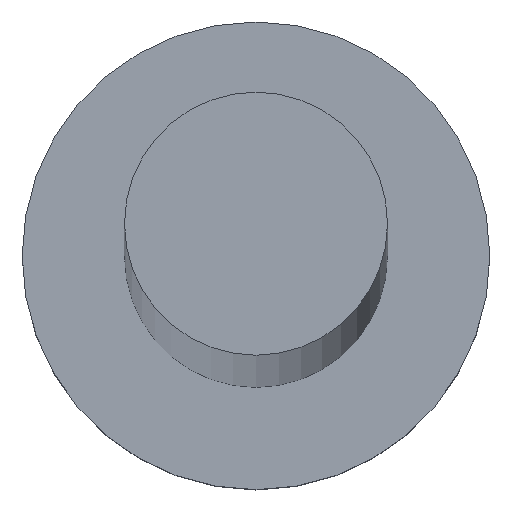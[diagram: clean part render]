
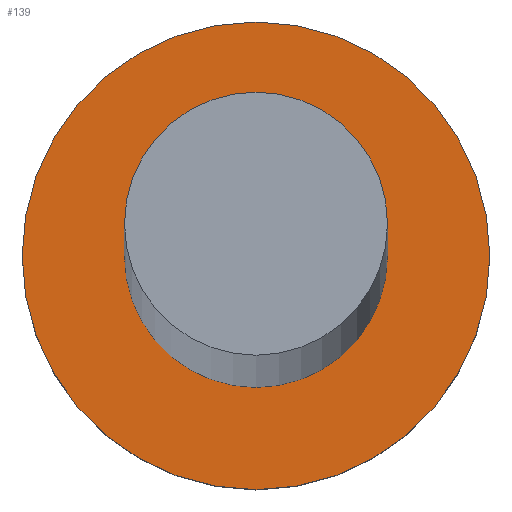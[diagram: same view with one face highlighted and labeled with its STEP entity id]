
A CAD part, top view. The second image highlights one B-rep face of the part: STEP entity #139.
In plain terms, the highlighted planar face has unit normal (0, 0, 1).
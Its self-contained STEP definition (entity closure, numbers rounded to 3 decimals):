
#7 = EDGE_LOOP ( 'NONE', ( #67, #129 ) ) ;
#20 = EDGE_CURVE ( 'NONE', #155, #106, #186, .T. ) ;
#24 = AXIS2_PLACEMENT_3D ( 'NONE', #115, #205, #219 ) ;
#27 = ORIENTED_EDGE ( 'NONE', *, *, #86, .F. ) ;
#29 = AXIS2_PLACEMENT_3D ( 'NONE', #96, #33, #233 ) ;
#32 = CARTESIAN_POINT ( 'NONE',  ( -2.25, 0., 3. ) ) ;
#33 = DIRECTION ( 'NONE',  ( 0., 0., 1. ) ) ;
#48 = CIRCLE ( 'NONE', #24, 4. ) ;
#52 = DIRECTION ( 'NONE',  ( 1., 0., 0. ) ) ;
#54 = CARTESIAN_POINT ( 'NONE',  ( 4., 0., 3. ) ) ;
#57 = AXIS2_PLACEMENT_3D ( 'NONE', #73, #97, #52 ) ;
#61 = VERTEX_POINT ( 'NONE', #114 ) ;
#66 = AXIS2_PLACEMENT_3D ( 'NONE', #248, #112, #197 ) ;
#67 = ORIENTED_EDGE ( 'NONE', *, *, #152, .T. ) ;
#69 = DIRECTION ( 'NONE',  ( 1., 0., 0. ) ) ;
#73 = CARTESIAN_POINT ( 'NONE',  ( 0., 0., 3. ) ) ;
#85 = CIRCLE ( 'NONE', #57, 4. ) ;
#86 = EDGE_CURVE ( 'NONE', #106, #155, #211, .T. ) ;
#92 = PLANE ( 'NONE',  #163 ) ;
#96 = CARTESIAN_POINT ( 'NONE',  ( 0., 0., 3. ) ) ;
#97 = DIRECTION ( 'NONE',  ( 0., 0., 1. ) ) ;
#106 = VERTEX_POINT ( 'NONE', #172 ) ;
#112 = DIRECTION ( 'NONE',  ( 0., 0., 1. ) ) ;
#114 = CARTESIAN_POINT ( 'NONE',  ( -4., 0., 3. ) ) ;
#115 = CARTESIAN_POINT ( 'NONE',  ( 0., 0., 3. ) ) ;
#121 = CARTESIAN_POINT ( 'NONE',  ( 0., 0., 3. ) ) ;
#129 = ORIENTED_EDGE ( 'NONE', *, *, #144, .T. ) ;
#138 = DIRECTION ( 'NONE',  ( 0., 0., 1. ) ) ;
#139 = ADVANCED_FACE ( 'NONE', ( #180, #196 ), #92, .T. ) ;
#144 = EDGE_CURVE ( 'NONE', #146, #61, #48, .T. ) ;
#146 = VERTEX_POINT ( 'NONE', #54 ) ;
#152 = EDGE_CURVE ( 'NONE', #61, #146, #85, .T. ) ;
#155 = VERTEX_POINT ( 'NONE', #32 ) ;
#163 = AXIS2_PLACEMENT_3D ( 'NONE', #121, #138, #69 ) ;
#172 = CARTESIAN_POINT ( 'NONE',  ( 2.25, 0., 3. ) ) ;
#180 = FACE_BOUND ( 'NONE', #231, .T. ) ;
#186 = CIRCLE ( 'NONE', #29, 2.25 ) ;
#195 = ORIENTED_EDGE ( 'NONE', *, *, #20, .F. ) ;
#196 = FACE_OUTER_BOUND ( 'NONE', #7, .T. ) ;
#197 = DIRECTION ( 'NONE',  ( 1., 0., 0. ) ) ;
#205 = DIRECTION ( 'NONE',  ( 0., 0., 1. ) ) ;
#211 = CIRCLE ( 'NONE', #66, 2.25 ) ;
#219 = DIRECTION ( 'NONE',  ( 1., 0., 0. ) ) ;
#231 = EDGE_LOOP ( 'NONE', ( #195, #27 ) ) ;
#233 = DIRECTION ( 'NONE',  ( 1., 0., 0. ) ) ;
#248 = CARTESIAN_POINT ( 'NONE',  ( 0., 0., 3. ) ) ;
